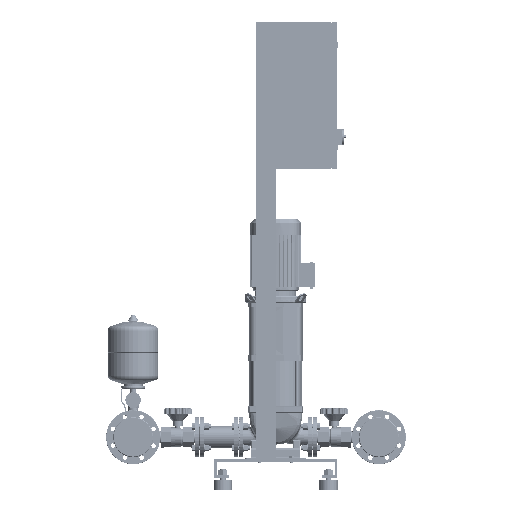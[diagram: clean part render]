
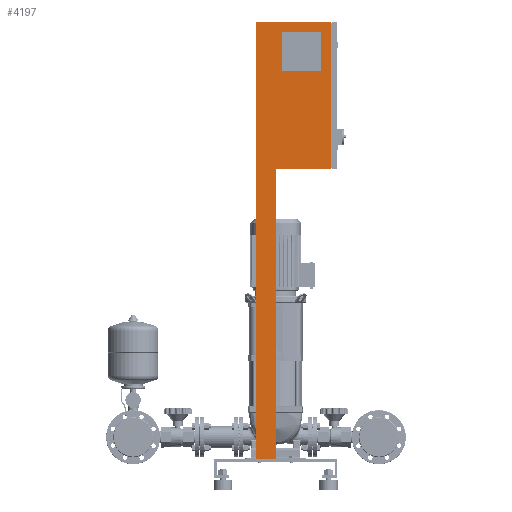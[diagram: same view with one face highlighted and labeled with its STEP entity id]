
A CAD part, left-side view. The second image highlights one B-rep face of the part: STEP entity #4197.
In plain terms, the highlighted free-form (B-spline) face has degree [1, 1] with [2, 2] control points.
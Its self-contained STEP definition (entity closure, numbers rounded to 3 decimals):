
#2682=CARTESIAN_POINT('',(-580.0,-185.0,1865.0));
#2683=VERTEX_POINT('',#2682);
#2690=CARTESIAN_POINT('',(-580.0,-25.0,1865.0));
#2691=VERTEX_POINT('',#2690);
#2692=CARTESIAN_POINT('',(-580.0,-25.0,1865.0));
#2693=DIRECTION('',(0.0,-1.0,0.0));
#2694=VECTOR('',#2693,160.0);
#2695=LINE('',#2692,#2694);
#2696=EDGE_CURVE('',#2691,#2683,#2695,.T.);
#2720=CARTESIAN_POINT('',(-580.0,-185.,1705.));
#2721=VERTEX_POINT('',#2720);
#2728=CARTESIAN_POINT('',(-580.0,-185.0,1865.0));
#2729=DIRECTION('',(0.0,0.0,-1.0));
#2730=VECTOR('',#2729,160.);
#2731=LINE('',#2728,#2730);
#2732=EDGE_CURVE('',#2683,#2721,#2731,.T.);
#2751=CARTESIAN_POINT('',(-580.0,-25.,1705.0));
#2752=VERTEX_POINT('',#2751);
#2759=CARTESIAN_POINT('',(-580.0,-185.,1705.));
#2760=DIRECTION('',(0.0,1.0,0.0));
#2761=VECTOR('',#2760,160.);
#2762=LINE('',#2759,#2761);
#2763=EDGE_CURVE('',#2721,#2752,#2762,.T.);
#2781=CARTESIAN_POINT('',(-580.0,-25.,1705.0));
#2782=DIRECTION('',(0.0,0.0,1.0));
#2783=VECTOR('',#2782,160.0);
#2784=LINE('',#2781,#2783);
#2785=EDGE_CURVE('',#2752,#2691,#2784,.T.);
#3534=CARTESIAN_POINT('',(-580.0,-225.0,1905.0));
#3535=VERTEX_POINT('',#3534);
#3584=CARTESIAN_POINT('',(-580.0,80.0,1905.0));
#3585=VERTEX_POINT('',#3584);
#3592=CARTESIAN_POINT('',(-580.0,80.0,1905.0));
#3593=DIRECTION('',(0.0,-1.0,0.0));
#3594=VECTOR('',#3593,305.0);
#3595=LINE('',#3592,#3594);
#3596=EDGE_CURVE('',#3585,#3535,#3595,.T.);
#3729=CARTESIAN_POINT('',(-580.,-225.,1305.0));
#3730=VERTEX_POINT('',#3729);
#3731=CARTESIAN_POINT('',(-580.,-225.,1305.0));
#3732=DIRECTION('',(0.0,0.0,1.0));
#3733=VECTOR('',#3732,600.0);
#3734=LINE('',#3731,#3733);
#3735=EDGE_CURVE('',#3730,#3535,#3734,.T.);
#4069=CARTESIAN_POINT('',(-580.,0.,1305.0));
#4070=VERTEX_POINT('',#4069);
#4071=CARTESIAN_POINT('',(-580.,-225.,1305.0));
#4072=DIRECTION('',(0.0,1.0,0.0));
#4073=VECTOR('',#4072,225.);
#4074=LINE('',#4071,#4073);
#4075=EDGE_CURVE('',#3730,#4070,#4074,.T.);
#4116=CARTESIAN_POINT('',(-580.0,80.,125.0));
#4117=VERTEX_POINT('',#4116);
#4118=CARTESIAN_POINT('',(-580.0,0.,125.0));
#4119=VERTEX_POINT('',#4118);
#4120=CARTESIAN_POINT('',(-580.0,80.,125.0));
#4121=DIRECTION('',(0.0,-1.0,0.0));
#4122=VECTOR('',#4121,80.0);
#4123=LINE('',#4120,#4122);
#4124=EDGE_CURVE('',#4117,#4119,#4123,.T.);
#4156=CARTESIAN_POINT('',(-580.0,80.,125.0));
#4157=DIRECTION('',(0.0,0.0,1.0));
#4158=VECTOR('',#4157,1780.0);
#4159=LINE('',#4156,#4158);
#4160=EDGE_CURVE('',#4117,#3585,#4159,.T.);
#4173=CARTESIAN_POINT('',(-580.0,-225.,1905.0));
#4174=CARTESIAN_POINT('',(-580.0,-225.,125.0));
#4175=CARTESIAN_POINT('',(-580.0,80.,1905.0));
#4176=CARTESIAN_POINT('',(-580.0,80.,125.0));
#4177=B_SPLINE_SURFACE_WITH_KNOTS('',1,1,((#4173,#4175),(#4174,#4176)),.UNSPECIFIED.,.F.,.F.,.U.,(2,2),(2,2),(0.0,1780.0),(0.0,305.),.UNSPECIFIED.);
#4178=CARTESIAN_POINT('',(-580.0,0.,125.0));
#4179=DIRECTION('',(0.0,0.0,1.0));
#4180=VECTOR('',#4179,1180.0);
#4181=LINE('',#4178,#4180);
#4182=EDGE_CURVE('',#4119,#4070,#4181,.T.);
#4183=ORIENTED_EDGE('',*,*,#4182,.T.);
#4184=ORIENTED_EDGE('',*,*,#4075,.F.);
#4185=ORIENTED_EDGE('',*,*,#3735,.T.);
#4186=ORIENTED_EDGE('',*,*,#3596,.F.);
#4187=ORIENTED_EDGE('',*,*,#4160,.F.);
#4188=ORIENTED_EDGE('',*,*,#4124,.T.);
#4189=EDGE_LOOP('',(#4183,#4184,#4185,#4186,#4187,#4188));
#4190=FACE_OUTER_BOUND('',#4189,.T.);
#4191=ORIENTED_EDGE('',*,*,#2696,.T.);
#4192=ORIENTED_EDGE('',*,*,#2732,.T.);
#4193=ORIENTED_EDGE('',*,*,#2763,.T.);
#4194=ORIENTED_EDGE('',*,*,#2785,.T.);
#4195=EDGE_LOOP('',(#4191,#4192,#4193,#4194));
#4196=FACE_BOUND('',#4195,.T.);
#4197=ADVANCED_FACE('',(#4190,#4196),#4177,.F.);
